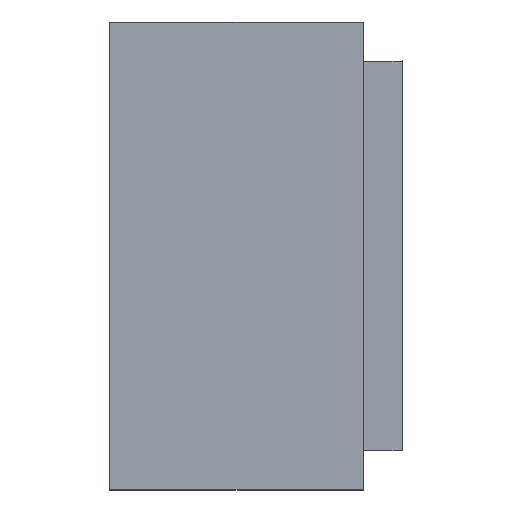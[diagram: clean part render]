
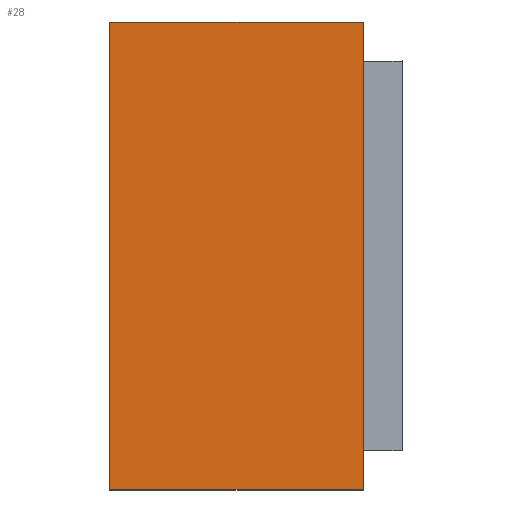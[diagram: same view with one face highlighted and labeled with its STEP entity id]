
A CAD part, left-side view. The second image highlights one B-rep face of the part: STEP entity #28.
In plain terms, the highlighted planar face has unit normal (-1, 0, 0).
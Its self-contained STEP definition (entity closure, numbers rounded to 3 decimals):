
#13 = VERTEX_POINT ( 'NONE', #70 ) ;
#28 = ADVANCED_FACE ( 'NONE', ( #98 ), #579, .F. ) ;
#31 = DIRECTION ( 'NONE',  ( 0., 0., 1. ) ) ;
#49 = VERTEX_POINT ( 'NONE', #299 ) ;
#50 = ORIENTED_EDGE ( 'NONE', *, *, #92, .F. ) ;
#70 = CARTESIAN_POINT ( 'NONE',  ( -0.5, 0., -0.3 ) ) ;
#85 = DIRECTION ( 'NONE',  ( 0., 0., 1. ) ) ;
#92 = EDGE_CURVE ( 'NONE', #737, #49, #230, .T. ) ;
#98 = FACE_OUTER_BOUND ( 'NONE', #740, .T. ) ;
#173 = EDGE_CURVE ( 'NONE', #49, #688, #585, .T. ) ;
#197 = VECTOR ( 'NONE', #371, 1000. ) ;
#230 = LINE ( 'NONE', #536, #304 ) ;
#291 = DIRECTION ( 'NONE',  ( 0., 0., -1. ) ) ;
#298 = LINE ( 'NONE', #480, #696 ) ;
#299 = CARTESIAN_POINT ( 'NONE',  ( -0.5, 0.325, 0.3 ) ) ;
#304 = VECTOR ( 'NONE', #85, 1000. ) ;
#327 = EDGE_CURVE ( 'NONE', #737, #13, #401, .T. ) ;
#369 = CARTESIAN_POINT ( 'NONE',  ( -0.5, 0.325, 0.3 ) ) ;
#371 = DIRECTION ( 'NONE',  ( 0., -1., 0. ) ) ;
#385 = ORIENTED_EDGE ( 'NONE', *, *, #173, .F. ) ;
#401 = LINE ( 'NONE', #552, #197 ) ;
#404 = VECTOR ( 'NONE', #545, 1000. ) ;
#457 = CARTESIAN_POINT ( 'NONE',  ( -0.5, 0.325, -0.3 ) ) ;
#472 = CARTESIAN_POINT ( 'NONE',  ( -0.5, 0.325, 0.3 ) ) ;
#480 = CARTESIAN_POINT ( 'NONE',  ( -0.5, 0., 0.3 ) ) ;
#482 = EDGE_CURVE ( 'NONE', #13, #688, #298, .T. ) ;
#504 = ORIENTED_EDGE ( 'NONE', *, *, #482, .T. ) ;
#528 = DIRECTION ( 'NONE',  ( 1., 0., 0. ) ) ;
#536 = CARTESIAN_POINT ( 'NONE',  ( -0.5, 0.325, 0.3 ) ) ;
#545 = DIRECTION ( 'NONE',  ( 0., -1., 0. ) ) ;
#552 = CARTESIAN_POINT ( 'NONE',  ( -0.5, 0.325, -0.3 ) ) ;
#553 = CARTESIAN_POINT ( 'NONE',  ( -0.5, 0., 0.3 ) ) ;
#560 = ORIENTED_EDGE ( 'NONE', *, *, #327, .T. ) ;
#579 = PLANE ( 'NONE',  #610 ) ;
#585 = LINE ( 'NONE', #369, #404 ) ;
#610 = AXIS2_PLACEMENT_3D ( 'NONE', #472, #528, #291 ) ;
#688 = VERTEX_POINT ( 'NONE', #553 ) ;
#696 = VECTOR ( 'NONE', #31, 1000. ) ;
#737 = VERTEX_POINT ( 'NONE', #457 ) ;
#740 = EDGE_LOOP ( 'NONE', ( #504, #385, #50, #560 ) ) ;
